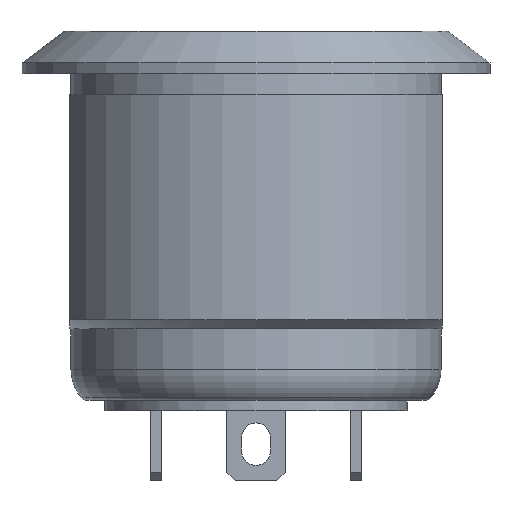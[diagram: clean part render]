
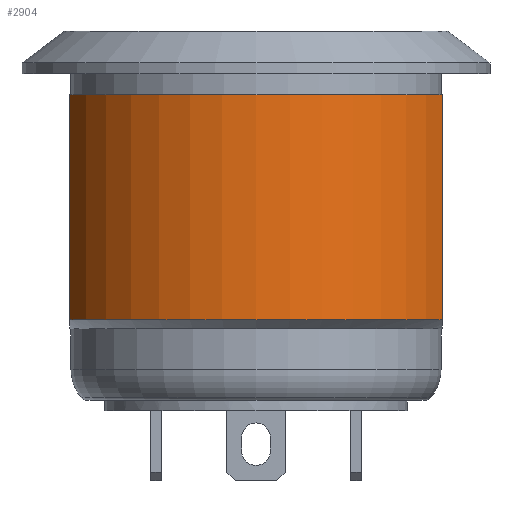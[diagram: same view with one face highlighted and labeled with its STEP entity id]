
A CAD part, front view. The second image highlights one B-rep face of the part: STEP entity #2904.
In plain terms, the highlighted cylindrical face has radius 9.5 mm (diameter 19 mm), a partial arc.
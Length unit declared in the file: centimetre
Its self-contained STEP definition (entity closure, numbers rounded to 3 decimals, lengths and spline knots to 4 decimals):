
#41=CYLINDRICAL_SURFACE('',#3173,0.95);
#215=FACE_OUTER_BOUND('',#390,.T.);
#390=EDGE_LOOP('',(#2589,#2590,#2591,#2592));
#498=CIRCLE('',#3167,0.95);
#503=CIRCLE('',#3174,0.95);
#802=LINE('',#4818,#1103);
#807=LINE('',#4832,#1108);
#1103=VECTOR('',#3958,1.);
#1108=VECTOR('',#3965,1.);
#1375=VERTEX_POINT('',#4812);
#1377=VERTEX_POINT('',#4817);
#1380=VERTEX_POINT('',#4824);
#1382=VERTEX_POINT('',#4830);
#1780=EDGE_CURVE('',#1377,#1375,#802,.T.);
#1786=EDGE_CURVE('',#1380,#1382,#807,.T.);
#1787=EDGE_CURVE('',#1377,#1382,#498,.T.);
#1792=EDGE_CURVE('',#1375,#1380,#503,.T.);
#2589=ORIENTED_EDGE('',*,*,#1780,.T.);
#2590=ORIENTED_EDGE('',*,*,#1792,.T.);
#2591=ORIENTED_EDGE('',*,*,#1786,.T.);
#2592=ORIENTED_EDGE('',*,*,#1787,.F.);
#2904=ADVANCED_FACE('',(#215),#41,.T.);
#3167=AXIS2_PLACEMENT_3D('',#4834,#3968,#3969);
#3173=AXIS2_PLACEMENT_3D('',#4843,#3980,#3981);
#3174=AXIS2_PLACEMENT_3D('',#4844,#3982,#3983);
#3958=DIRECTION('',(0.,0.,-1.));
#3965=DIRECTION('',(0.,0.,1.));
#3968=DIRECTION('center_axis',(0.,0.,1.));
#3969=DIRECTION('ref_axis',(0.,-1.,0.));
#3980=DIRECTION('center_axis',(0.,0.,1.));
#3981=DIRECTION('ref_axis',(0.,-1.,0.));
#3982=DIRECTION('center_axis',(0.,0.,1.));
#3983=DIRECTION('ref_axis',(0.,-1.,0.));
#4812=CARTESIAN_POINT('',(-0.875,-0.37,-1.1567));
#4817=CARTESIAN_POINT('',(-0.875,-0.37,-0.1));
#4818=CARTESIAN_POINT('',(-0.875,-0.37,-0.6283));
#4824=CARTESIAN_POINT('',(0.875,-0.37,-1.1567));
#4830=CARTESIAN_POINT('',(0.875,-0.37,-0.1));
#4832=CARTESIAN_POINT('',(0.875,-0.37,-0.6283));
#4834=CARTESIAN_POINT('Origin',(0.,0.,-0.1));
#4843=CARTESIAN_POINT('Origin',(0.,0.,-0.6283));
#4844=CARTESIAN_POINT('Origin',(0.,0.,-1.1567));
